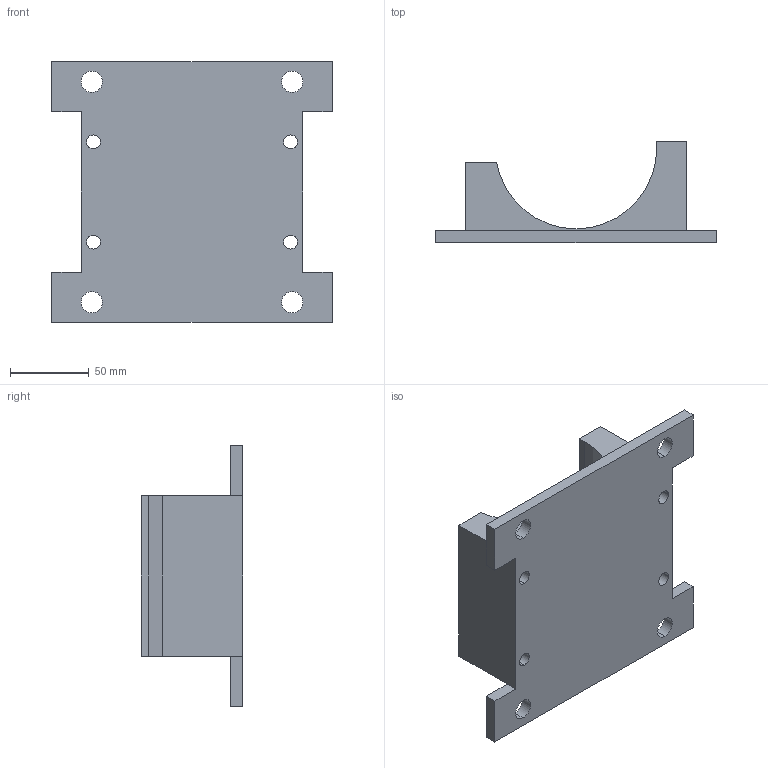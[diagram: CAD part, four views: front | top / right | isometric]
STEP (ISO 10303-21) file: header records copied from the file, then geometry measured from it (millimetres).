
FILE_DESCRIPTION (( 'STEP AP214' ), '1' );
FILE_NAME ('Fin Slot Fixture Mid.STEP', '2025-01-29T02:49:14', ( '' ), ( '' ), 'SwSTEP 2.0', 'SolidWorks 2024', '' );
FILE_SCHEMA (( 'AUTOMOTIVE_DESIGN' ));
Length unit declared in the file: inch
Products named in the file (1): Fin Slot Fixture Mid
Bounding box: 177.8 x 64.41 x 165.1 mm (x, y, z)
Volume: 494195.6 mm3; surface area: 84985.1 mm2
Topology: 1 solids, 1 shells, 37 faces, 101 edges, 66 vertices
Faces by surface type: plane 19, cylinder 18
Entity records: 1238 total; most frequent: DIRECTION 213, CARTESIAN_POINT 205, ORIENTED_EDGE 202, EDGE_CURVE 101, AXIS2_PLACEMENT_3D 74, VERTEX_POINT 66, VECTOR 65, LINE 65
